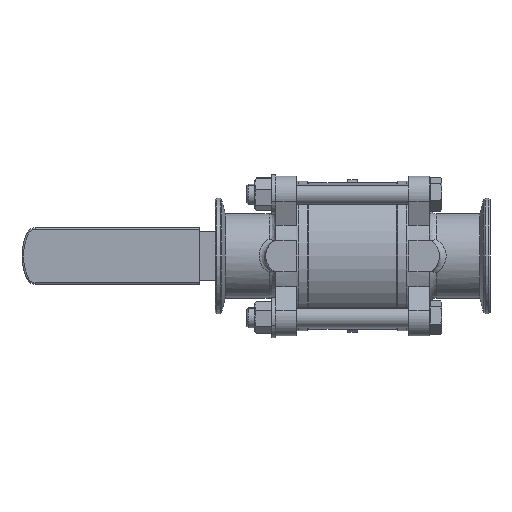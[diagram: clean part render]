
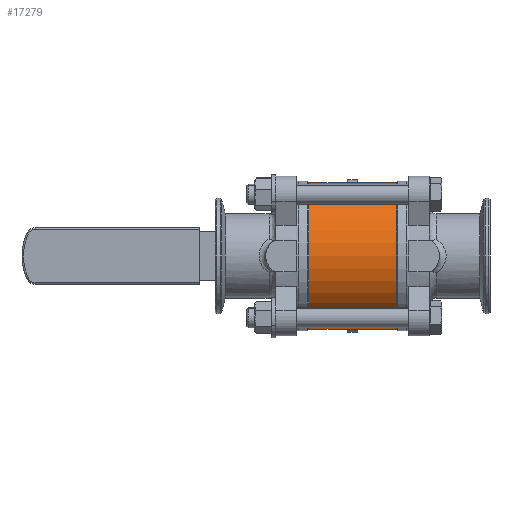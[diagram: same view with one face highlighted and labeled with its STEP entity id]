
A CAD part, front view. The second image highlights one B-rep face of the part: STEP entity #17279.
In plain terms, the highlighted cylindrical face has radius 44 mm (diameter 88 mm), a partial arc.
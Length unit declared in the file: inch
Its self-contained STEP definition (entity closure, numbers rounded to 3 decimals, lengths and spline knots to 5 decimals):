
#446 = LINE ( 'NONE', #4920, #19345 ) ;
#1186 = DIRECTION ( 'NONE',  ( 1., 0., 0. ) ) ;
#1235 = DIRECTION ( 'NONE',  ( -1., 0., 0. ) ) ;
#1607 = EDGE_CURVE ( 'NONE', #4245, #18421, #17526, .T. ) ;
#2440 = AXIS2_PLACEMENT_3D ( 'NONE', #11797, #1186, #13583 ) ;
#3068 = CARTESIAN_POINT ( 'NONE',  ( -0.14265, -2.15184, 0. ) ) ;
#3413 = AXIS2_PLACEMENT_3D ( 'NONE', #6564, #1235, #4784 ) ;
#3820 = DIRECTION ( 'NONE',  ( 1., 0., 0. ) ) ;
#3933 = AXIS2_PLACEMENT_3D ( 'NONE', #14429, #3820, #16233 ) ;
#4143 = ORIENTED_EDGE ( 'NONE', *, *, #7061, .F. ) ;
#4245 = VERTEX_POINT ( 'NONE', #3068 ) ;
#4784 = DIRECTION ( 'NONE',  ( 0., 0., 1. ) ) ;
#4823 = ORIENTED_EDGE ( 'NONE', *, *, #14051, .F. ) ;
#4920 = CARTESIAN_POINT ( 'NONE',  ( -2.33556, -0.41956, 1.73228 ) ) ;
#6383 = DIRECTION ( 'NONE',  ( -1., 0., 0. ) ) ;
#6564 = CARTESIAN_POINT ( 'NONE',  ( -2.33556, -0.41956, 0. ) ) ;
#6605 = CARTESIAN_POINT ( 'NONE',  ( -2.20958, -0.41956, -1.73228 ) ) ;
#7061 = EDGE_CURVE ( 'NONE', #18421, #19224, #10733, .T. ) ;
#7444 = FACE_OUTER_BOUND ( 'NONE', #8327, .T. ) ;
#7951 = CARTESIAN_POINT ( 'NONE',  ( -0.14265, -0.41956, 1.73228 ) ) ;
#8327 = EDGE_LOOP ( 'NONE', ( #4143, #14416, #4823, #21789, #9190 ) ) ;
#8495 = CIRCLE ( 'NONE', #19831, 1.73228 ) ;
#9190 = ORIENTED_EDGE ( 'NONE', *, *, #19085, .F. ) ;
#10628 = EDGE_CURVE ( 'NONE', #12458, #22499, #446, .T. ) ;
#10733 = LINE ( 'NONE', #16122, #14925 ) ;
#11797 = CARTESIAN_POINT ( 'NONE',  ( -0.14265, -0.41956, 0. ) ) ;
#12458 = VERTEX_POINT ( 'NONE', #7951 ) ;
#13583 = DIRECTION ( 'NONE',  ( 0., 0., -1. ) ) ;
#14051 = EDGE_CURVE ( 'NONE', #12458, #4245, #20070, .T. ) ;
#14318 = DIRECTION ( 'NONE',  ( -1., 0., 0. ) ) ;
#14416 = ORIENTED_EDGE ( 'NONE', *, *, #1607, .F. ) ;
#14429 = CARTESIAN_POINT ( 'NONE',  ( -0.14265, -0.41956, 0. ) ) ;
#14925 = VECTOR ( 'NONE', #14318, 39.37008 ) ;
#15826 = CARTESIAN_POINT ( 'NONE',  ( -2.20958, -0.41956, 1.73228 ) ) ;
#16122 = CARTESIAN_POINT ( 'NONE',  ( -2.33556, -0.41956, -1.73228 ) ) ;
#16233 = DIRECTION ( 'NONE',  ( 0., 0., -1. ) ) ;
#16356 = CYLINDRICAL_SURFACE ( 'NONE', #3413, 1.73228 ) ;
#17044 = CARTESIAN_POINT ( 'NONE',  ( -2.20958, -0.41956, 0. ) ) ;
#17279 = ADVANCED_FACE ( 'NONE', ( #7444 ), #16356, .T. ) ;
#17526 = CIRCLE ( 'NONE', #3933, 1.73228 ) ;
#18421 = VERTEX_POINT ( 'NONE', #20199 ) ;
#18831 = DIRECTION ( 'NONE',  ( 0., 0., 1. ) ) ;
#19085 = EDGE_CURVE ( 'NONE', #19224, #22499, #8495, .T. ) ;
#19224 = VERTEX_POINT ( 'NONE', #6605 ) ;
#19345 = VECTOR ( 'NONE', #20967, 39.37008 ) ;
#19831 = AXIS2_PLACEMENT_3D ( 'NONE', #17044, #6383, #18831 ) ;
#20070 = CIRCLE ( 'NONE', #2440, 1.73228 ) ;
#20199 = CARTESIAN_POINT ( 'NONE',  ( -0.14265, -0.41956, -1.73228 ) ) ;
#20967 = DIRECTION ( 'NONE',  ( -1., 0., 0. ) ) ;
#21789 = ORIENTED_EDGE ( 'NONE', *, *, #10628, .T. ) ;
#22499 = VERTEX_POINT ( 'NONE', #15826 ) ;
